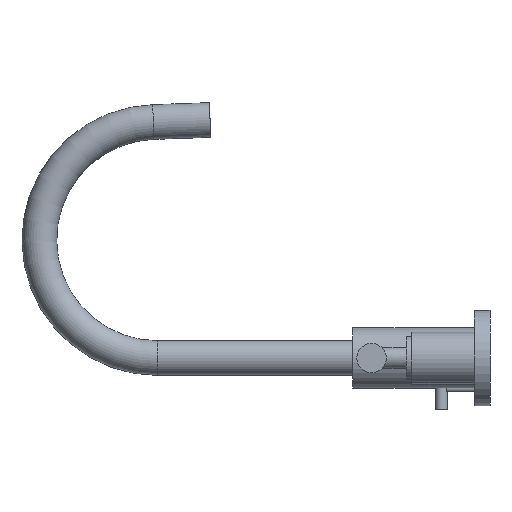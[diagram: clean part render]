
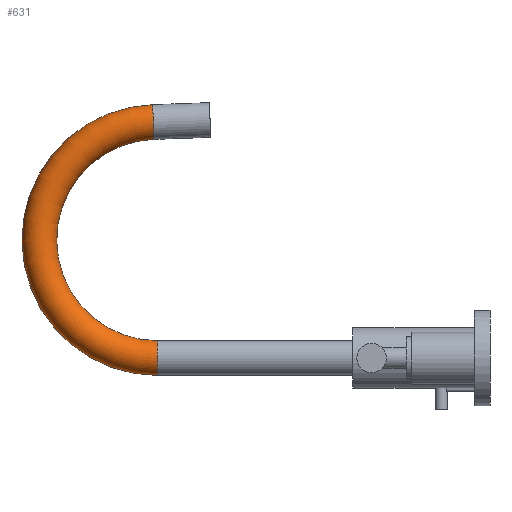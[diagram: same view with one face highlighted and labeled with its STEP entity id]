
A CAD part, left-side view. The second image highlights one B-rep face of the part: STEP entity #631.
In plain terms, the highlighted toroidal (fillet/blend) face has major radius 68 mm and minor radius 10 mm.
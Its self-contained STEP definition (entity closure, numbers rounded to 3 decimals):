
#152 = VERTEX_POINT ( 'NONE', #1010 ) ;
#153 = CARTESIAN_POINT ( 'NONE',  ( 0., 114.873, 135.959 ) ) ;
#223 = DIRECTION ( 'NONE',  ( 1., 0., 0. ) ) ;
#252 = ORIENTED_EDGE ( 'NONE', *, *, #1126, .T. ) ;
#314 = DIRECTION ( 'NONE',  ( 0., -0.035, -0.999 ) ) ;
#316 = CIRCLE ( 'NONE', #1493, 10. ) ;
#329 = DIRECTION ( 'NONE',  ( 1., 0., 0. ) ) ;
#340 = CARTESIAN_POINT ( 'NONE',  ( 0., 112.5, 0. ) ) ;
#389 = FACE_OUTER_BOUND ( 'NONE', #538, .T. ) ;
#423 = VERTEX_POINT ( 'NONE', #1519 ) ;
#430 = DIRECTION ( 'NONE',  ( 0., 0., -1. ) ) ;
#503 = DIRECTION ( 'NONE',  ( 0., 0., 1. ) ) ;
#538 = EDGE_LOOP ( 'NONE', ( #1817, #252, #1704, #1586 ) ) ;
#631 = ADVANCED_FACE ( 'NONE', ( #389 ), #1173, .T. ) ;
#721 = CIRCLE ( 'NONE', #2057, 10. ) ;
#888 = AXIS2_PLACEMENT_3D ( 'NONE', #1328, #329, #1505 ) ;
#919 = CARTESIAN_POINT ( 'NONE',  ( 0., 112.5, 68. ) ) ;
#993 = VERTEX_POINT ( 'NONE', #1210 ) ;
#1010 = CARTESIAN_POINT ( 'NONE',  ( 0., 112.5, 10. ) ) ;
#1126 = EDGE_CURVE ( 'NONE', #1954, #152, #316, .T. ) ;
#1134 = EDGE_CURVE ( 'NONE', #152, #423, #1153, .T. ) ;
#1153 = CIRCLE ( 'NONE', #1606, 58. ) ;
#1173 = TOROIDAL_SURFACE ( 'NONE', #1527, 68., 10. ) ;
#1210 = CARTESIAN_POINT ( 'NONE',  ( 0., 115.222, 145.952 ) ) ;
#1211 = CARTESIAN_POINT ( 'NONE',  ( 0., 112.5, 68. ) ) ;
#1314 = DIRECTION ( 'NONE',  ( 0., -0.999, 0.035 ) ) ;
#1328 = CARTESIAN_POINT ( 'NONE',  ( 0., 112.5, 68. ) ) ;
#1388 = DIRECTION ( 'NONE',  ( 0., 0., -1. ) ) ;
#1444 = DIRECTION ( 'NONE',  ( 1., 0., 0. ) ) ;
#1493 = AXIS2_PLACEMENT_3D ( 'NONE', #340, #1516, #503 ) ;
#1505 = DIRECTION ( 'NONE',  ( 0., 0., -1. ) ) ;
#1516 = DIRECTION ( 'NONE',  ( 0., 1., 0. ) ) ;
#1518 = CIRCLE ( 'NONE', #888, 78. ) ;
#1519 = CARTESIAN_POINT ( 'NONE',  ( 0., 114.524, 125.965 ) ) ;
#1527 = AXIS2_PLACEMENT_3D ( 'NONE', #919, #1444, #430 ) ;
#1586 = ORIENTED_EDGE ( 'NONE', *, *, #1692, .F. ) ;
#1606 = AXIS2_PLACEMENT_3D ( 'NONE', #1211, #223, #1388 ) ;
#1692 = EDGE_CURVE ( 'NONE', #993, #423, #721, .T. ) ;
#1704 = ORIENTED_EDGE ( 'NONE', *, *, #1134, .T. ) ;
#1707 = CARTESIAN_POINT ( 'NONE',  ( 0., 112.5, -10. ) ) ;
#1817 = ORIENTED_EDGE ( 'NONE', *, *, #1857, .F. ) ;
#1857 = EDGE_CURVE ( 'NONE', #1954, #993, #1518, .T. ) ;
#1954 = VERTEX_POINT ( 'NONE', #1707 ) ;
#2057 = AXIS2_PLACEMENT_3D ( 'NONE', #153, #1314, #314 ) ;
